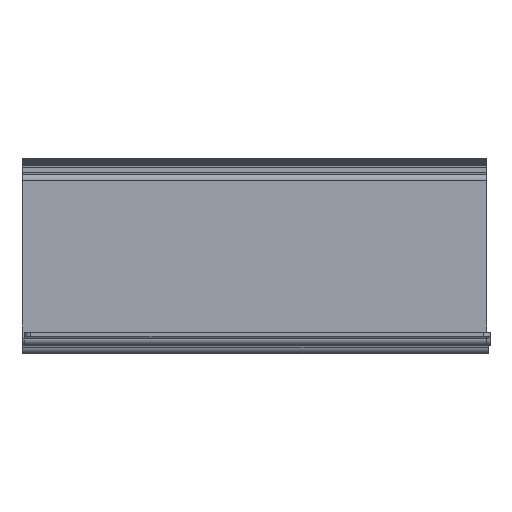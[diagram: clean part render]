
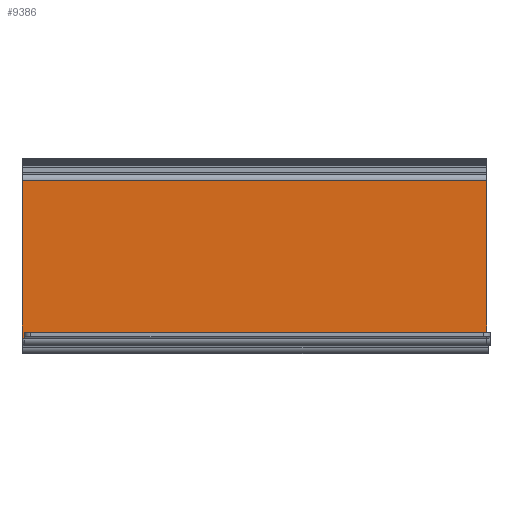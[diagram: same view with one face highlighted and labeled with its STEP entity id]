
A CAD part, left-side view. The second image highlights one B-rep face of the part: STEP entity #9386.
In plain terms, the highlighted planar face has unit normal (-1, 0, 0).
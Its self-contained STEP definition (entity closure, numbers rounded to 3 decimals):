
#1221=FACE_OUTER_BOUND('',#1748,.T.);
#1748=EDGE_LOOP('',(#7491,#7492,#7493,#7494));
#2438=LINE('',#16426,#3283);
#2439=LINE('',#16428,#3284);
#2440=LINE('',#16430,#3285);
#2441=LINE('',#16431,#3286);
#3283=VECTOR('',#10917,1000.);
#3284=VECTOR('',#10918,1000.);
#3285=VECTOR('',#10919,1000.);
#3286=VECTOR('',#10920,1000.);
#4198=VERTEX_POINT('',#16424);
#4199=VERTEX_POINT('',#16425);
#4200=VERTEX_POINT('',#16427);
#4201=VERTEX_POINT('',#16429);
#5374=EDGE_CURVE('',#4198,#4199,#2438,.T.);
#5375=EDGE_CURVE('',#4199,#4200,#2439,.T.);
#5376=EDGE_CURVE('',#4201,#4200,#2440,.T.);
#5377=EDGE_CURVE('',#4201,#4198,#2441,.T.);
#7491=ORIENTED_EDGE('',*,*,#5374,.T.);
#7492=ORIENTED_EDGE('',*,*,#5375,.T.);
#7493=ORIENTED_EDGE('',*,*,#5376,.F.);
#7494=ORIENTED_EDGE('',*,*,#5377,.T.);
#9016=PLANE('',#9780);
#9386=ADVANCED_FACE('',(#1221),#9016,.T.);
#9780=AXIS2_PLACEMENT_3D('',#16423,#10915,#10916);
#10915=DIRECTION('center_axis',(-1.,0.,0.));
#10916=DIRECTION('ref_axis',(0.,0.,1.));
#10917=DIRECTION('',(0.,-1.,0.));
#10918=DIRECTION('',(0.,0.,1.));
#10919=DIRECTION('',(0.,-1.,0.));
#10920=DIRECTION('',(0.,0.,-1.));
#16423=CARTESIAN_POINT('Origin',(-120.,0.,-112.5));
#16424=CARTESIAN_POINT('',(-120.,79.371,-112.5));
#16425=CARTESIAN_POINT('',(-120.,3.,-112.5));
#16426=CARTESIAN_POINT('',(-120.,0.,-112.5));
#16427=CARTESIAN_POINT('',(-120.,3.,112.5));
#16428=CARTESIAN_POINT('',(-120.,3.,-112.5));
#16429=CARTESIAN_POINT('',(-120.,79.371,112.5));
#16430=CARTESIAN_POINT('',(-120.,0.,112.5));
#16431=CARTESIAN_POINT('',(-120.,79.371,-112.5));
